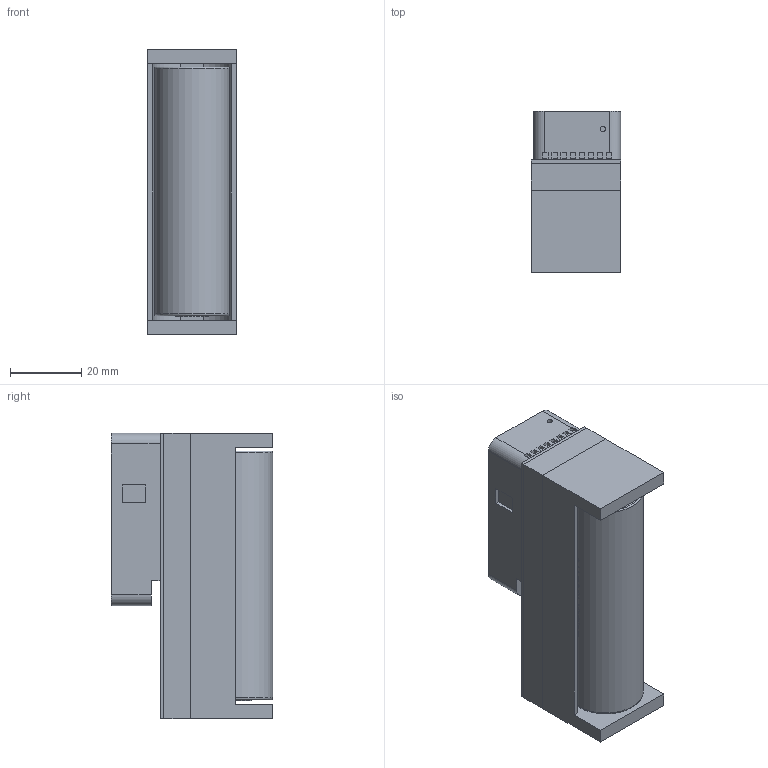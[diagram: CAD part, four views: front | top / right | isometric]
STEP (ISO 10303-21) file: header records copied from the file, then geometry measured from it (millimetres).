
FILE_DESCRIPTION(/* description */ (''),/* implementation_level */ '2;1');
FILE_NAME(/* name */ 'Enclosure.step',/* time_stamp */ '2020-08-08T17:35:20-05:00',/* author */ (''),/* organization */ (''),/* preprocessor_version */ 'ST-DEVELOPER v18',/* originating_system */ 'Autodesk Translation Framework v8.2.0.1029',/* authorisation */ '');
FILE_SCHEMA (('AUTOMOTIVE_DESIGN { 1 0 10303 214 3 1 1 }'));
Length unit declared in the file: millimetre
Products named in the file (5): Enclosure; Battery 21700 Cell; m5stick-c; Lid; Base
Assembly tree (4 placements, depth 2):
  Enclosure
    Battery 21700 Cell
    m5stick-c
    Lid
    Base
Bounding box: 25.04 x 45.24 x 80.09 mm (x, y, z)
Volume: 57588.6 mm3; surface area: 31290.2 mm2
Topology: 5 solids, 5 shells, 443 faces, 1196 edges, 798 vertices
Faces by surface type: plane 235, bspline 140, cylinder 56, torus 8, cone 4
Full cylindrical faces by diameter (mm): 1 x1, 1.5 x1, 2 x2, 10.57 x1, 11.08 x1, 13.91 x1, 15.49 x1, 16.2 x1, 21.04 x1
Entity records: 22417 total; most frequent: CARTESIAN_POINT 11892, ORIENTED_EDGE 2392, DIRECTION 1737, EDGE_CURVE 1196, VERTEX_POINT 798, LINE 671, VECTOR 671, AXIS2_PLACEMENT_3D 533
